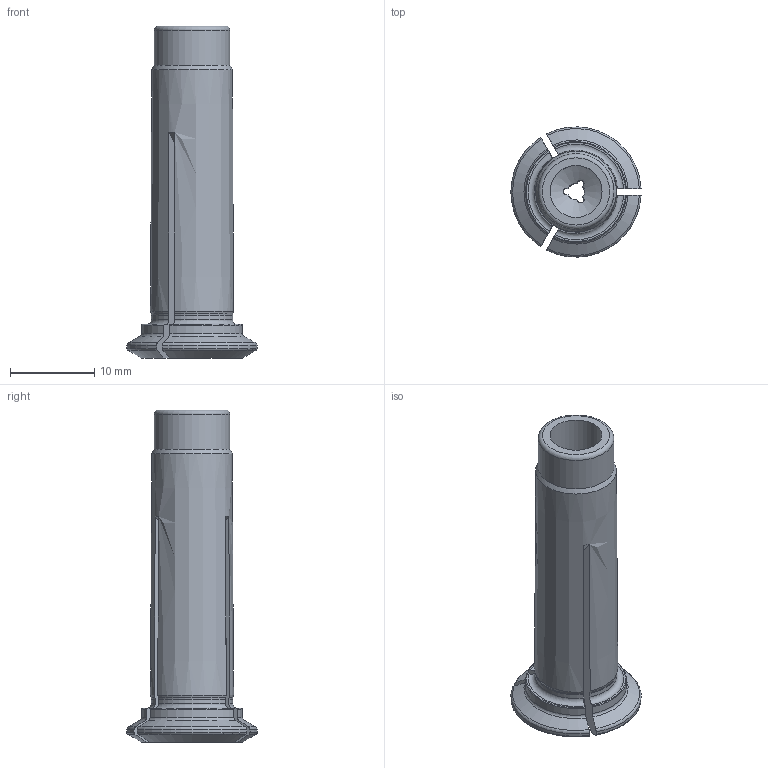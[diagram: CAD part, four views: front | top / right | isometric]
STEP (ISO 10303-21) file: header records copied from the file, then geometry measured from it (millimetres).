
FILE_DESCRIPTION(/* description */ (''),/* implementation_level */ '2;1');
FILE_NAME(/* name */ '171002002.stp',/* time_stamp */ '2021-01-08T12:09:59',/* author */ ('LRA'),/* organization */ ('REGO-FIX'),/* preprocessor_version */ ' Unknown',/* originating_system */ 'SIEMENS PLM Software Solid Edge ST10',/* authorization */ 'Unknown');
FILE_SCHEMA (('AUTOMOTIVE_DESIGN { 1 0 10303 214 2 1 1}'));
Length unit declared in the file: millimetre
Products named in the file (1): NOCUT
Bounding box: 15.49 x 15.49 x 39.5 mm (x, y, z)
Surface area: 2468.5 mm2 (no closed solid volume)
Topology: 0 solids, 1 shells, 74 faces, 224 edges, 148 vertices
Faces by surface type: plane 23, torus 22, cylinder 17, cone 12
Full cylindrical faces by diameter (mm): 6.188 x1, 9 x1
Entity records: 3134 total; most frequent: CARTESIAN_POINT 639, ORIENTED_EDGE 426, DIRECTION 397, EDGE_CURVE 213, AXIS2_PLACEMENT_3D 161, VERTEX_POINT 144, EDGE_LOOP 85, FACE_BOUND 85
